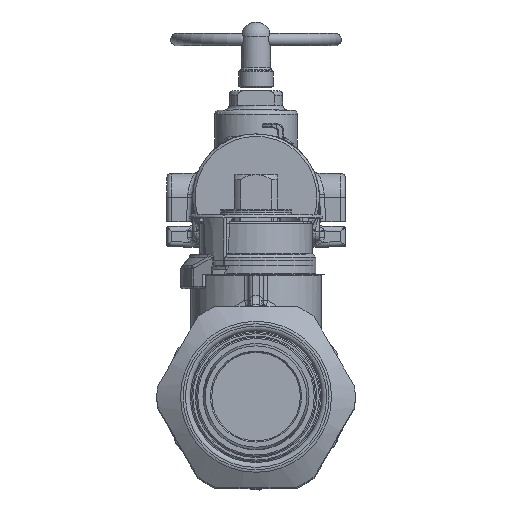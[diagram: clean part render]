
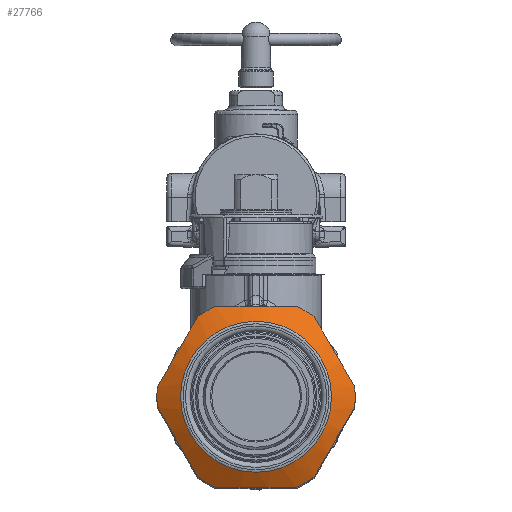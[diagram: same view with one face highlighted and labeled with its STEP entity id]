
A CAD part, top view. The second image highlights one B-rep face of the part: STEP entity #27766.
In plain terms, the highlighted conical face has half-angle 60 degrees and reference radius 17.78 mm.
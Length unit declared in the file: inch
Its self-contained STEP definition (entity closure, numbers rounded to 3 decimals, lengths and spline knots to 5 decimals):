
#70=(
BOUNDED_CURVE()
B_SPLINE_CURVE(2,(#122866,#122867,#122868),.UNSPECIFIED.,.F.,.F.)
B_SPLINE_CURVE_WITH_KNOTS((3,3),(0.,1.67512),.UNSPECIFIED.)
CURVE()
GEOMETRIC_REPRESENTATION_ITEM()
RATIONAL_B_SPLINE_CURVE((1.,1.096,1.))
REPRESENTATION_ITEM('')
);
#71=(
BOUNDED_CURVE()
B_SPLINE_CURVE(2,(#122872,#122873,#122874),.UNSPECIFIED.,.F.,.F.)
B_SPLINE_CURVE_WITH_KNOTS((3,3),(0.,1.67512),.UNSPECIFIED.)
CURVE()
GEOMETRIC_REPRESENTATION_ITEM()
RATIONAL_B_SPLINE_CURVE((1.,1.096,1.))
REPRESENTATION_ITEM('')
);
#72=(
BOUNDED_CURVE()
B_SPLINE_CURVE(2,(#122878,#122879,#122880),.UNSPECIFIED.,.F.,.F.)
B_SPLINE_CURVE_WITH_KNOTS((3,3),(0.,1.67512),.UNSPECIFIED.)
CURVE()
GEOMETRIC_REPRESENTATION_ITEM()
RATIONAL_B_SPLINE_CURVE((1.,1.096,1.))
REPRESENTATION_ITEM('')
);
#73=(
BOUNDED_CURVE()
B_SPLINE_CURVE(2,(#122884,#122885,#122886),.UNSPECIFIED.,.F.,.F.)
B_SPLINE_CURVE_WITH_KNOTS((3,3),(0.,1.67512),.UNSPECIFIED.)
CURVE()
GEOMETRIC_REPRESENTATION_ITEM()
RATIONAL_B_SPLINE_CURVE((1.,1.096,1.))
REPRESENTATION_ITEM('')
);
#74=(
BOUNDED_CURVE()
B_SPLINE_CURVE(2,(#122890,#122891,#122892),.UNSPECIFIED.,.F.,.F.)
B_SPLINE_CURVE_WITH_KNOTS((3,3),(0.,1.67512),.UNSPECIFIED.)
CURVE()
GEOMETRIC_REPRESENTATION_ITEM()
RATIONAL_B_SPLINE_CURVE((1.,1.096,1.))
REPRESENTATION_ITEM('')
);
#75=(
BOUNDED_CURVE()
B_SPLINE_CURVE(2,(#122896,#122897,#122898),.UNSPECIFIED.,.F.,.F.)
B_SPLINE_CURVE_WITH_KNOTS((3,3),(0.,1.67512),.UNSPECIFIED.)
CURVE()
GEOMETRIC_REPRESENTATION_ITEM()
RATIONAL_B_SPLINE_CURVE((1.,1.096,1.))
REPRESENTATION_ITEM('')
);
#1975=CONICAL_SURFACE('',#30738,0.7,1.047);
#3876=FACE_OUTER_BOUND('',#5759,.T.);
#5759=EDGE_LOOP('',(#25176,#25177,#25178,#25179,#25180,#25181,#25182,#25183,
#25184,#25185,#25186,#25187,#25188,#25189,#25190,#25191));
#8654=CIRCLE('',#30735,0.60928);
#8656=CIRCLE('',#30739,0.8);
#8657=CIRCLE('',#30740,0.8);
#8658=CIRCLE('',#30741,0.8);
#8659=CIRCLE('',#30742,0.8);
#8660=CIRCLE('',#30743,0.8);
#8661=CIRCLE('',#30744,0.8);
#8662=CIRCLE('',#30745,0.8);
#9621=LINE('',#122862,#10486);
#10486=VECTOR('',#37252,0.7);
#12839=VERTEX_POINT('',#122854);
#12841=VERTEX_POINT('',#122861);
#12842=VERTEX_POINT('',#122863);
#12843=VERTEX_POINT('',#122865);
#12844=VERTEX_POINT('',#122869);
#12845=VERTEX_POINT('',#122871);
#12846=VERTEX_POINT('',#122875);
#12847=VERTEX_POINT('',#122877);
#12848=VERTEX_POINT('',#122881);
#12849=VERTEX_POINT('',#122883);
#12850=VERTEX_POINT('',#122887);
#12851=VERTEX_POINT('',#122889);
#12852=VERTEX_POINT('',#122893);
#12853=VERTEX_POINT('',#122895);
#16972=EDGE_CURVE('',#12839,#12839,#8654,.T.);
#16974=EDGE_CURVE('',#12839,#12841,#9621,.T.);
#16975=EDGE_CURVE('',#12842,#12841,#8656,.T.);
#16976=EDGE_CURVE('',#12843,#12842,#70,.T.);
#16977=EDGE_CURVE('',#12844,#12843,#8657,.T.);
#16978=EDGE_CURVE('',#12845,#12844,#71,.T.);
#16979=EDGE_CURVE('',#12846,#12845,#8658,.T.);
#16980=EDGE_CURVE('',#12847,#12846,#72,.T.);
#16981=EDGE_CURVE('',#12848,#12847,#8659,.T.);
#16982=EDGE_CURVE('',#12849,#12848,#73,.T.);
#16983=EDGE_CURVE('',#12850,#12849,#8660,.T.);
#16984=EDGE_CURVE('',#12851,#12850,#74,.T.);
#16985=EDGE_CURVE('',#12852,#12851,#8661,.T.);
#16986=EDGE_CURVE('',#12853,#12852,#75,.T.);
#16987=EDGE_CURVE('',#12841,#12853,#8662,.T.);
#25176=ORIENTED_EDGE('',*,*,#16972,.F.);
#25177=ORIENTED_EDGE('',*,*,#16974,.T.);
#25178=ORIENTED_EDGE('',*,*,#16975,.F.);
#25179=ORIENTED_EDGE('',*,*,#16976,.F.);
#25180=ORIENTED_EDGE('',*,*,#16977,.F.);
#25181=ORIENTED_EDGE('',*,*,#16978,.F.);
#25182=ORIENTED_EDGE('',*,*,#16979,.F.);
#25183=ORIENTED_EDGE('',*,*,#16980,.F.);
#25184=ORIENTED_EDGE('',*,*,#16981,.F.);
#25185=ORIENTED_EDGE('',*,*,#16982,.F.);
#25186=ORIENTED_EDGE('',*,*,#16983,.F.);
#25187=ORIENTED_EDGE('',*,*,#16984,.F.);
#25188=ORIENTED_EDGE('',*,*,#16985,.F.);
#25189=ORIENTED_EDGE('',*,*,#16986,.F.);
#25190=ORIENTED_EDGE('',*,*,#16987,.F.);
#25191=ORIENTED_EDGE('',*,*,#16974,.F.);
#27766=ADVANCED_FACE('',(#3876),#1975,.T.);
#30735=AXIS2_PLACEMENT_3D('',#122856,#37244,#37245);
#30738=AXIS2_PLACEMENT_3D('',#122860,#37250,#37251);
#30739=AXIS2_PLACEMENT_3D('',#122864,#37253,#37254);
#30740=AXIS2_PLACEMENT_3D('',#122870,#37255,#37256);
#30741=AXIS2_PLACEMENT_3D('',#122876,#37257,#37258);
#30742=AXIS2_PLACEMENT_3D('',#122882,#37259,#37260);
#30743=AXIS2_PLACEMENT_3D('',#122888,#37261,#37262);
#30744=AXIS2_PLACEMENT_3D('',#122894,#37263,#37264);
#30745=AXIS2_PLACEMENT_3D('',#122899,#37265,#37266);
#37244=DIRECTION('center_axis',(0.,0.,
1.));
#37245=DIRECTION('ref_axis',(-1.,0.,0.));
#37250=DIRECTION('center_axis',(0.,0.,-1.));
#37251=DIRECTION('ref_axis',(1.,0.,0.));
#37252=DIRECTION('',(-0.866,0.,-0.5));
#37253=DIRECTION('center_axis',(0.,0.,-1.));
#37254=DIRECTION('ref_axis',(-1.,0.,0.));
#37255=DIRECTION('center_axis',(0.,0.,-1.));
#37256=DIRECTION('ref_axis',(-1.,0.,0.));
#37257=DIRECTION('center_axis',(0.,0.,-1.));
#37258=DIRECTION('ref_axis',(-1.,0.,0.));
#37259=DIRECTION('center_axis',(0.,0.,-1.));
#37260=DIRECTION('ref_axis',(-1.,0.,0.));
#37261=DIRECTION('center_axis',(0.,0.,-1.));
#37262=DIRECTION('ref_axis',(-1.,0.,0.));
#37263=DIRECTION('center_axis',(0.,0.,-1.));
#37264=DIRECTION('ref_axis',(-1.,0.,0.));
#37265=DIRECTION('center_axis',(0.,0.,-1.));
#37266=DIRECTION('ref_axis',(-1.,0.,0.));
#122854=CARTESIAN_POINT('',(-0.60928,0.,0.62464));
#122856=CARTESIAN_POINT('Origin',(0.,0.,
0.62464));
#122860=CARTESIAN_POINT('Origin',(0.,0.,0.57226));
#122861=CARTESIAN_POINT('',(-0.8,0.,0.51453));
#122862=CARTESIAN_POINT('',(-0.7,0.,0.57226));
#122863=CARTESIAN_POINT('',(-0.79583,-0.08158,0.51453));
#122864=CARTESIAN_POINT('Origin',(0.,0.,0.51453));
#122865=CARTESIAN_POINT('',(-0.46857,-0.64842,0.51453));
#122866=CARTESIAN_POINT('Ctrl Pts',(-0.46857,-0.64842,
0.51453));
#122867=CARTESIAN_POINT('Ctrl Pts',(-0.6322,-0.365,0.59182));
#122868=CARTESIAN_POINT('Ctrl Pts',(-0.79583,-0.08158,
0.51453));
#122869=CARTESIAN_POINT('',(-0.32726,-0.73,0.51453));
#122870=CARTESIAN_POINT('Origin',(0.,0.,0.51453));
#122871=CARTESIAN_POINT('',(0.32726,-0.73,0.51453));
#122872=CARTESIAN_POINT('Ctrl Pts',(0.32726,-0.73,0.51453));
#122873=CARTESIAN_POINT('Ctrl Pts',(0.,-0.73,0.59182));
#122874=CARTESIAN_POINT('Ctrl Pts',(-0.32726,-0.73,0.51453));
#122875=CARTESIAN_POINT('',(0.46857,-0.64842,0.51453));
#122876=CARTESIAN_POINT('Origin',(0.,0.,0.51453));
#122877=CARTESIAN_POINT('',(0.79583,-0.08158,0.51453));
#122878=CARTESIAN_POINT('Ctrl Pts',(0.79583,-0.08158,
0.51453));
#122879=CARTESIAN_POINT('Ctrl Pts',(0.6322,-0.365,
0.59182));
#122880=CARTESIAN_POINT('Ctrl Pts',(0.46857,-0.64842,
0.51453));
#122881=CARTESIAN_POINT('',(0.79583,0.08158,0.51453));
#122882=CARTESIAN_POINT('Origin',(0.,0.,0.51453));
#122883=CARTESIAN_POINT('',(0.46857,0.64842,0.51453));
#122884=CARTESIAN_POINT('Ctrl Pts',(0.46857,0.64842,
0.51453));
#122885=CARTESIAN_POINT('Ctrl Pts',(0.6322,0.365,0.59182));
#122886=CARTESIAN_POINT('Ctrl Pts',(0.79583,0.08158,
0.51453));
#122887=CARTESIAN_POINT('',(0.32726,0.73,0.51453));
#122888=CARTESIAN_POINT('Origin',(0.,0.,0.51453));
#122889=CARTESIAN_POINT('',(-0.32726,0.73,0.51453));
#122890=CARTESIAN_POINT('Ctrl Pts',(-0.32726,0.73,
0.51453));
#122891=CARTESIAN_POINT('Ctrl Pts',(0.,0.73,0.59182));
#122892=CARTESIAN_POINT('Ctrl Pts',(0.32726,0.73,0.51453));
#122893=CARTESIAN_POINT('',(-0.46857,0.64842,0.51453));
#122894=CARTESIAN_POINT('Origin',(0.,0.,0.51453));
#122895=CARTESIAN_POINT('',(-0.79583,0.08158,0.51453));
#122896=CARTESIAN_POINT('Ctrl Pts',(-0.79583,0.08158,
0.51453));
#122897=CARTESIAN_POINT('Ctrl Pts',(-0.6322,0.365,
0.59182));
#122898=CARTESIAN_POINT('Ctrl Pts',(-0.46857,0.64842,
0.51453));
#122899=CARTESIAN_POINT('Origin',(0.,0.,0.51453));
